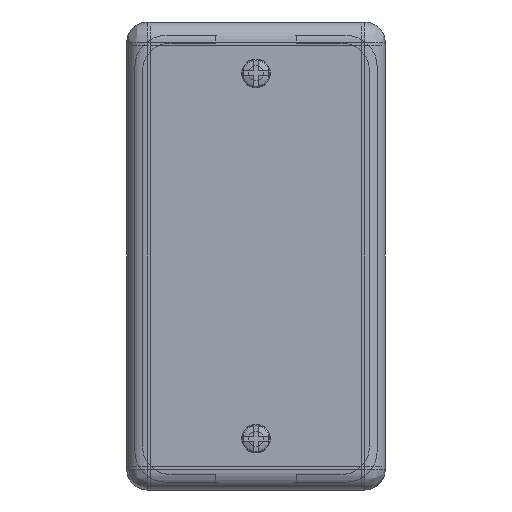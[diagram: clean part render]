
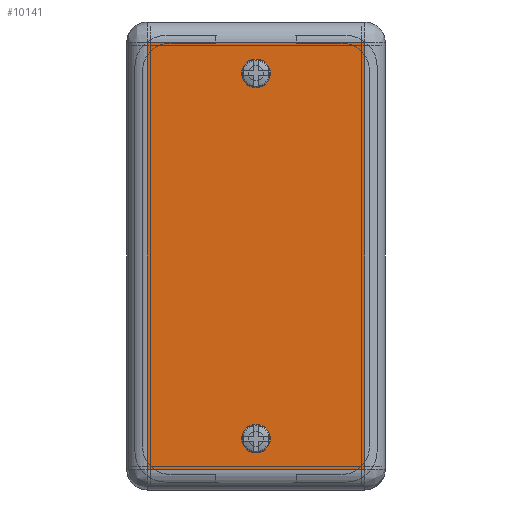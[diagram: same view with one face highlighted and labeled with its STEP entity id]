
A CAD part, left-side view. The second image highlights one B-rep face of the part: STEP entity #10141.
In plain terms, the highlighted planar face has unit normal (-1, 0, 0).
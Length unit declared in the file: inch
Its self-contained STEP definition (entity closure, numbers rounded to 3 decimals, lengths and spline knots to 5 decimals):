
#6 = VERTEX_POINT ( 'NONE', #3032 ) ;
#106 = CARTESIAN_POINT ( 'NONE',  ( -2.685, -0.12436, -1.61 ) ) ;
#222 = CARTESIAN_POINT ( 'NONE',  ( -2.685, 0.9725, -1.885 ) ) ;
#454 = CARTESIAN_POINT ( 'NONE',  ( -2.685, 0., -1.885 ) ) ;
#459 = VERTEX_POINT ( 'NONE', #9586 ) ;
#512 = EDGE_CURVE ( 'NONE', #9021, #3572, #9531, .T. ) ;
#721 = CARTESIAN_POINT ( 'NONE',  ( -2.685, -0.9725, -1.885 ) ) ;
#1234 = CARTESIAN_POINT ( 'NONE',  ( -2.685, 0., 1.66 ) ) ;
#1365 = FACE_OUTER_BOUND ( 'NONE', #5849, .T. ) ;
#1404 = DIRECTION ( 'NONE',  ( 1., 0., 0. ) ) ;
#1558 = CARTESIAN_POINT ( 'NONE',  ( -2.685, -0.9725, 1.935 ) ) ;
#1649 = CIRCLE ( 'NONE', #7369, 0.12436 ) ;
#1988 = VECTOR ( 'NONE', #8988, 39.37008 ) ;
#2186 = DIRECTION ( 'NONE',  ( 1., 0., 0. ) ) ;
#2252 = DIRECTION ( 'NONE',  ( 1., 0., 0. ) ) ;
#2283 = DIRECTION ( 'NONE',  ( 0., 0., 1. ) ) ;
#2291 = EDGE_CURVE ( 'NONE', #6, #4550, #8972, .T. ) ;
#2305 = CARTESIAN_POINT ( 'NONE',  ( -2.685, 0., -1.61 ) ) ;
#2319 = CARTESIAN_POINT ( 'NONE',  ( -2.685, 0., 2.12 ) ) ;
#2415 = ORIENTED_EDGE ( 'NONE', *, *, #2908, .T. ) ;
#2574 = VERTEX_POINT ( 'NONE', #11592 ) ;
#2908 = EDGE_CURVE ( 'NONE', #8262, #2574, #10324, .T. ) ;
#3032 = CARTESIAN_POINT ( 'NONE',  ( -2.685, 0.12436, 1.66 ) ) ;
#3100 = EDGE_CURVE ( 'NONE', #3572, #8262, #7769, .T. ) ;
#3110 = EDGE_LOOP ( 'NONE', ( #5900, #7453 ) ) ;
#3326 = AXIS2_PLACEMENT_3D ( 'NONE', #2305, #2252, #3977 ) ;
#3572 = VERTEX_POINT ( 'NONE', #721 ) ;
#3977 = DIRECTION ( 'NONE',  ( 0., 0., 1. ) ) ;
#4027 = VECTOR ( 'NONE', #10877, 39.37008 ) ;
#4080 = AXIS2_PLACEMENT_3D ( 'NONE', #2319, #5960, #5007 ) ;
#4179 = VERTEX_POINT ( 'NONE', #106 ) ;
#4181 = ORIENTED_EDGE ( 'NONE', *, *, #2291, .T. ) ;
#4210 = EDGE_CURVE ( 'NONE', #459, #4179, #1649, .T. ) ;
#4445 = CARTESIAN_POINT ( 'NONE',  ( -2.685, 0., 1.935 ) ) ;
#4550 = VERTEX_POINT ( 'NONE', #11479 ) ;
#4846 = EDGE_LOOP ( 'NONE', ( #9734, #4181 ) ) ;
#5007 = DIRECTION ( 'NONE',  ( 0., 0., 1. ) ) ;
#5110 = EDGE_CURVE ( 'NONE', #4550, #6, #10232, .T. ) ;
#5143 = VECTOR ( 'NONE', #5826, 39.37008 ) ;
#5229 = CIRCLE ( 'NONE', #3326, 0.12436 ) ;
#5365 = ORIENTED_EDGE ( 'NONE', *, *, #10938, .T. ) ;
#5470 = AXIS2_PLACEMENT_3D ( 'NONE', #1234, #2186, #8457 ) ;
#5686 = DIRECTION ( 'NONE',  ( 1., 0., 0. ) ) ;
#5826 = DIRECTION ( 'NONE',  ( 0., -1., 0. ) ) ;
#5849 = EDGE_LOOP ( 'NONE', ( #6283, #8960, #2415, #5365 ) ) ;
#5900 = ORIENTED_EDGE ( 'NONE', *, *, #10416, .T. ) ;
#5960 = DIRECTION ( 'NONE',  ( -1., 0., 0. ) ) ;
#6283 = ORIENTED_EDGE ( 'NONE', *, *, #512, .T. ) ;
#6461 = CARTESIAN_POINT ( 'NONE',  ( -2.685, 0., 1.66 ) ) ;
#7369 = AXIS2_PLACEMENT_3D ( 'NONE', #7843, #1404, #11496 ) ;
#7435 = AXIS2_PLACEMENT_3D ( 'NONE', #6461, #5686, #8243 ) ;
#7453 = ORIENTED_EDGE ( 'NONE', *, *, #4210, .T. ) ;
#7708 = CARTESIAN_POINT ( 'NONE',  ( -2.685, -0.9725, 2.12 ) ) ;
#7769 = LINE ( 'NONE', #7708, #10571 ) ;
#7843 = CARTESIAN_POINT ( 'NONE',  ( -2.685, 0., -1.61 ) ) ;
#8235 = CARTESIAN_POINT ( 'NONE',  ( -2.685, 0.9725, 2.12 ) ) ;
#8243 = DIRECTION ( 'NONE',  ( 0., 0., 1. ) ) ;
#8262 = VERTEX_POINT ( 'NONE', #1558 ) ;
#8457 = DIRECTION ( 'NONE',  ( 0., 0., 1. ) ) ;
#8772 = PLANE ( 'NONE',  #4080 ) ;
#8960 = ORIENTED_EDGE ( 'NONE', *, *, #3100, .T. ) ;
#8972 = CIRCLE ( 'NONE', #7435, 0.12436 ) ;
#8988 = DIRECTION ( 'NONE',  ( 0., 1., 0. ) ) ;
#9021 = VERTEX_POINT ( 'NONE', #222 ) ;
#9023 = LINE ( 'NONE', #8235, #4027 ) ;
#9531 = LINE ( 'NONE', #454, #5143 ) ;
#9586 = CARTESIAN_POINT ( 'NONE',  ( -2.685, 0.12436, -1.61 ) ) ;
#9726 = FACE_BOUND ( 'NONE', #3110, .T. ) ;
#9734 = ORIENTED_EDGE ( 'NONE', *, *, #5110, .T. ) ;
#10141 = ADVANCED_FACE ( 'NONE', ( #11340, #9726, #1365 ), #8772, .T. ) ;
#10232 = CIRCLE ( 'NONE', #5470, 0.12436 ) ;
#10324 = LINE ( 'NONE', #4445, #1988 ) ;
#10416 = EDGE_CURVE ( 'NONE', #4179, #459, #5229, .T. ) ;
#10571 = VECTOR ( 'NONE', #2283, 39.37008 ) ;
#10877 = DIRECTION ( 'NONE',  ( 0., 0., -1. ) ) ;
#10938 = EDGE_CURVE ( 'NONE', #2574, #9021, #9023, .T. ) ;
#11340 = FACE_BOUND ( 'NONE', #4846, .T. ) ;
#11479 = CARTESIAN_POINT ( 'NONE',  ( -2.685, -0.12436, 1.66 ) ) ;
#11496 = DIRECTION ( 'NONE',  ( 0., 0., 1. ) ) ;
#11592 = CARTESIAN_POINT ( 'NONE',  ( -2.685, 0.9725, 1.935 ) ) ;
